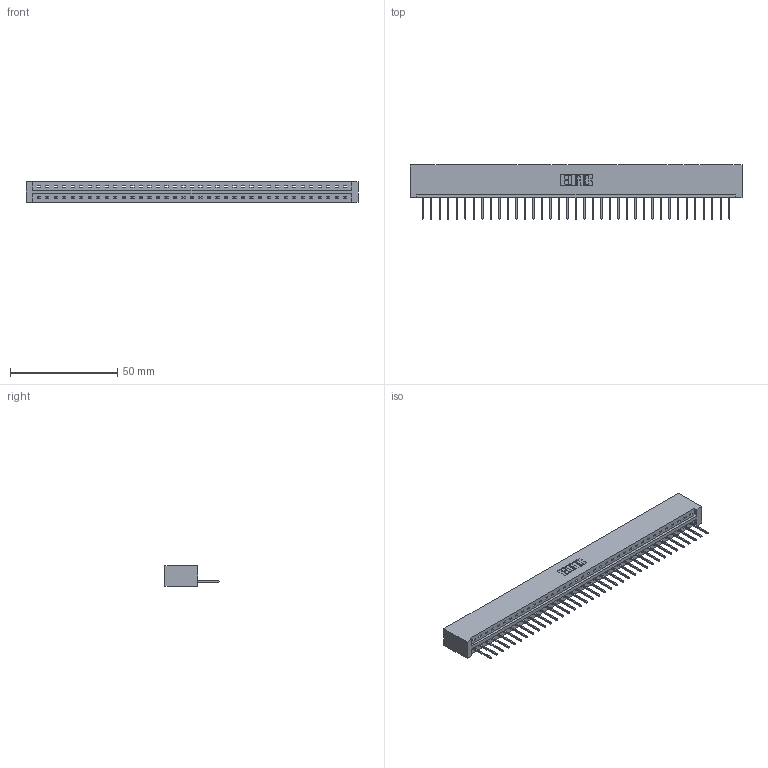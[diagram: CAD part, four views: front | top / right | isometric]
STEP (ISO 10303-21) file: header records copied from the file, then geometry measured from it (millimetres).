
FILE_DESCRIPTION (( 'STEP AP203' ), '1' );
FILE_NAME ('387-037-523-101.STEP', '2018-09-19T02:21:27', ( '' ), ( '' ), 'SwSTEP 2.0', 'SolidWorks 2016', '' );
FILE_SCHEMA (( 'CONFIG_CONTROL_DESIGN' ));
Length unit declared in the file: inch
Products named in the file (3): 337 Part_No Mounting Lugs; 345-292-001_345-293-123; 387-037-523-101
Assembly tree (38 placements, depth 2):
  387-037-523-101
    337 Part_No Mounting Lugs
    345-292-001_345-293-123  x37
Bounding box: 154.48 x 25.15 x 9.4 mm (x, y, z)
Volume: 16717.7 mm3; surface area: 17261.6 mm2
Topology: 38 solids, 38 shells, 2400 faces, 7243 edges, 4778 vertices
Faces by surface type: plane 1768, cylinder 632
Entity records: 27891 total; most frequent: CARTESIAN_POINT 4865, ORIENTED_EDGE 4838, DIRECTION 4097, EDGE_CURVE 2419, VECTOR 2299, LINE 2299, VERTEX_POINT 1610, AXIS2_PLACEMENT_3D 899
